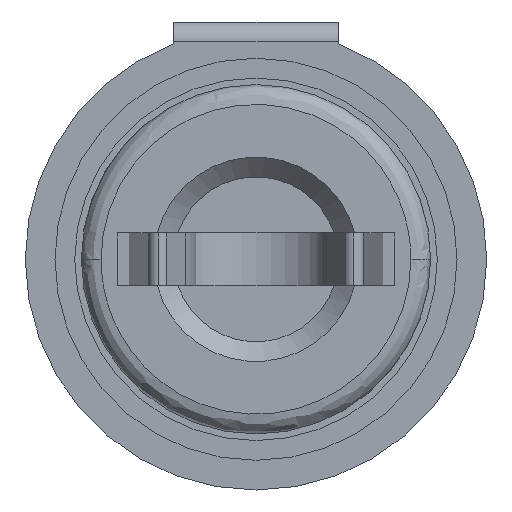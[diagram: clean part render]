
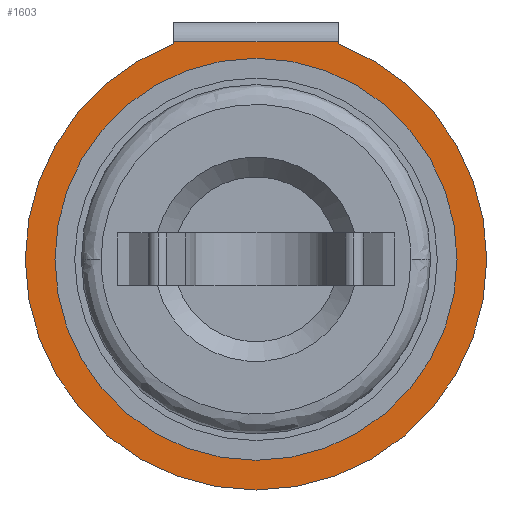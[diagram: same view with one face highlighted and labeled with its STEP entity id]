
A CAD part, left-side view. The second image highlights one B-rep face of the part: STEP entity #1603.
In plain terms, the highlighted face is planar.
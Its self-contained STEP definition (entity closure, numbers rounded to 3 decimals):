
#61 = DIRECTION ( 'NONE',  ( -1., 0., 0. ) ) ;
#65 = VERTEX_POINT ( 'NONE', #2750 ) ;
#71 = CARTESIAN_POINT ( 'NONE',  ( 0., 0., 0.3 ) ) ;
#75 = VECTOR ( 'NONE', #3116, 1000. ) ;
#104 = CARTESIAN_POINT ( 'NONE',  ( 0., 0., 0.3 ) ) ;
#110 = DIRECTION ( 'NONE',  ( 0., 0., -1. ) ) ;
#157 = VERTEX_POINT ( 'NONE', #171 ) ;
#171 = CARTESIAN_POINT ( 'NONE',  ( 1.25, -3.3, 0.3 ) ) ;
#185 = ORIENTED_EDGE ( 'NONE', *, *, #1753, .T. ) ;
#204 = CARTESIAN_POINT ( 'NONE',  ( 0., 0., 0.3 ) ) ;
#219 = DIRECTION ( 'NONE',  ( 0., 0., -1. ) ) ;
#240 = DIRECTION ( 'NONE',  ( 0., 0., 1. ) ) ;
#272 = EDGE_CURVE ( 'NONE', #1609, #2948, #3566, .T. ) ;
#351 = FACE_OUTER_BOUND ( 'NONE', #997, .T. ) ;
#495 = DIRECTION ( 'NONE',  ( -1., 0., 0. ) ) ;
#527 = CARTESIAN_POINT ( 'NONE',  ( -1.25, -3.269, 0.3 ) ) ;
#619 = VECTOR ( 'NONE', #3270, 1000. ) ;
#695 = CARTESIAN_POINT ( 'NONE',  ( 3.05, 0., 0.3 ) ) ;
#712 = VERTEX_POINT ( 'NONE', #695 ) ;
#784 = EDGE_LOOP ( 'NONE', ( #2278, #888 ) ) ;
#808 = AXIS2_PLACEMENT_3D ( 'NONE', #104, #1870, #61 ) ;
#849 = CIRCLE ( 'NONE', #1558, 3.05 ) ;
#888 = ORIENTED_EDGE ( 'NONE', *, *, #1678, .T. ) ;
#936 = CIRCLE ( 'NONE', #3046, 3.05 ) ;
#940 = CIRCLE ( 'NONE', #1000, 3.5 ) ;
#997 = EDGE_LOOP ( 'NONE', ( #2380, #1986, #2007, #1022, #1686, #185 ) ) ;
#1000 = AXIS2_PLACEMENT_3D ( 'NONE', #1636, #219, #2808 ) ;
#1016 = CIRCLE ( 'NONE', #1430, 3.5 ) ;
#1022 = ORIENTED_EDGE ( 'NONE', *, *, #1482, .F. ) ;
#1199 = DIRECTION ( 'NONE',  ( 0., 0., -1. ) ) ;
#1259 = LINE ( 'NONE', #1594, #75 ) ;
#1286 = EDGE_CURVE ( 'NONE', #1659, #3478, #940, .T. ) ;
#1335 = EDGE_CURVE ( 'NONE', #1400, #712, #936, .T. ) ;
#1400 = VERTEX_POINT ( 'NONE', #2668 ) ;
#1430 = AXIS2_PLACEMENT_3D ( 'NONE', #1524, #110, #2677 ) ;
#1482 = EDGE_CURVE ( 'NONE', #1609, #65, #1725, .T. ) ;
#1485 = CARTESIAN_POINT ( 'NONE',  ( 3.5, 0., 0.3 ) ) ;
#1498 = CARTESIAN_POINT ( 'NONE',  ( 0., -3.3, 0.3 ) ) ;
#1524 = CARTESIAN_POINT ( 'NONE',  ( 0., 0., 0.3 ) ) ;
#1558 = AXIS2_PLACEMENT_3D ( 'NONE', #71, #1199, #2964 ) ;
#1588 = LINE ( 'NONE', #1498, #619 ) ;
#1594 = CARTESIAN_POINT ( 'NONE',  ( 1.25, -7.75, 0.3 ) ) ;
#1601 = VECTOR ( 'NONE', #3688, 1000. ) ;
#1603 = ADVANCED_FACE ( 'NONE', ( #2787, #351 ), #3414, .T. ) ;
#1609 = VERTEX_POINT ( 'NONE', #527 ) ;
#1636 = CARTESIAN_POINT ( 'NONE',  ( 0., 0., 0.3 ) ) ;
#1659 = VERTEX_POINT ( 'NONE', #1485 ) ;
#1678 = EDGE_CURVE ( 'NONE', #712, #1400, #849, .T. ) ;
#1686 = ORIENTED_EDGE ( 'NONE', *, *, #272, .T. ) ;
#1725 = CIRCLE ( 'NONE', #808, 3.5 ) ;
#1753 = EDGE_CURVE ( 'NONE', #2948, #157, #1588, .T. ) ;
#1806 = CARTESIAN_POINT ( 'NONE',  ( 1.25, -3.269, 0.3 ) ) ;
#1870 = DIRECTION ( 'NONE',  ( 0., 0., -1. ) ) ;
#1880 = AXIS2_PLACEMENT_3D ( 'NONE', #3718, #240, #3103 ) ;
#1986 = ORIENTED_EDGE ( 'NONE', *, *, #1286, .F. ) ;
#2007 = ORIENTED_EDGE ( 'NONE', *, *, #2662, .F. ) ;
#2278 = ORIENTED_EDGE ( 'NONE', *, *, #1335, .T. ) ;
#2380 = ORIENTED_EDGE ( 'NONE', *, *, #3691, .T. ) ;
#2662 = EDGE_CURVE ( 'NONE', #65, #1659, #1016, .T. ) ;
#2668 = CARTESIAN_POINT ( 'NONE',  ( -3.05, 0., 0.3 ) ) ;
#2677 = DIRECTION ( 'NONE',  ( -1., 0., 0. ) ) ;
#2750 = CARTESIAN_POINT ( 'NONE',  ( -3.5, 0., 0.3 ) ) ;
#2787 = FACE_BOUND ( 'NONE', #784, .T. ) ;
#2808 = DIRECTION ( 'NONE',  ( -1., 0., 0. ) ) ;
#2948 = VERTEX_POINT ( 'NONE', #3706 ) ;
#2964 = DIRECTION ( 'NONE',  ( -1., 0., 0. ) ) ;
#3046 = AXIS2_PLACEMENT_3D ( 'NONE', #204, #3121, #495 ) ;
#3103 = DIRECTION ( 'NONE',  ( 1., 0., 0. ) ) ;
#3116 = DIRECTION ( 'NONE',  ( 0., 1., 0. ) ) ;
#3121 = DIRECTION ( 'NONE',  ( 0., 0., -1. ) ) ;
#3270 = DIRECTION ( 'NONE',  ( 1., 0., 0. ) ) ;
#3414 = PLANE ( 'NONE',  #1880 ) ;
#3441 = CARTESIAN_POINT ( 'NONE',  ( -1.25, -7.75, 0.3 ) ) ;
#3478 = VERTEX_POINT ( 'NONE', #1806 ) ;
#3566 = LINE ( 'NONE', #3441, #1601 ) ;
#3688 = DIRECTION ( 'NONE',  ( 0., -1., 0. ) ) ;
#3691 = EDGE_CURVE ( 'NONE', #157, #3478, #1259, .T. ) ;
#3706 = CARTESIAN_POINT ( 'NONE',  ( -1.25, -3.3, 0.3 ) ) ;
#3718 = CARTESIAN_POINT ( 'NONE',  ( 0., 0., 0.3 ) ) ;
